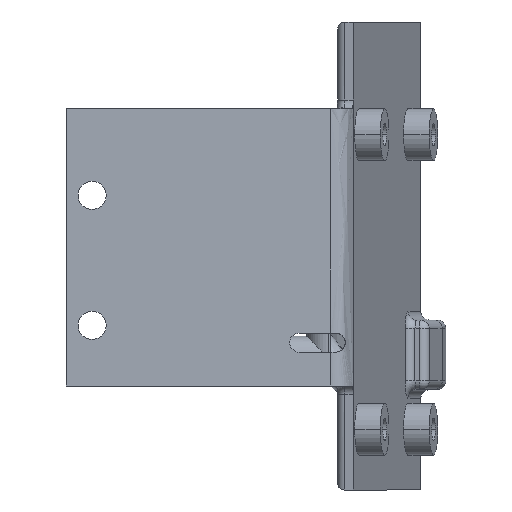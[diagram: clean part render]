
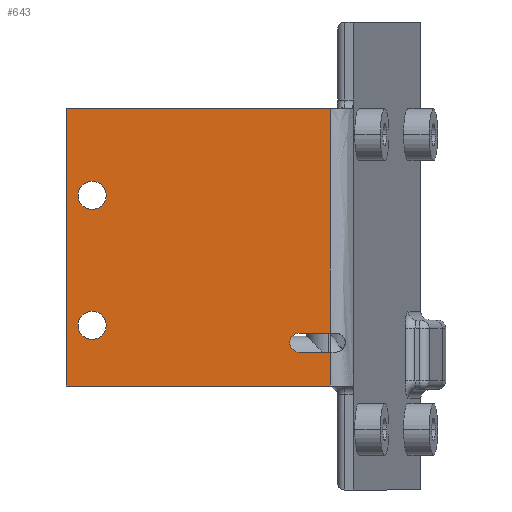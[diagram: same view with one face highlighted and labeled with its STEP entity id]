
A CAD part, front view. The second image highlights one B-rep face of the part: STEP entity #643.
In plain terms, the highlighted planar face has unit normal (0, -1, 0).
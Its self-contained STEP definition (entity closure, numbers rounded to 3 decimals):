
#80 = CARTESIAN_POINT ( 'NONE',  ( 0.6, -42., -28.1 ) ) ;
#130 = VERTEX_POINT ( 'NONE', #1944 ) ;
#142 = CARTESIAN_POINT ( 'NONE',  ( 0., -42., -28.1 ) ) ;
#200 = VERTEX_POINT ( 'NONE', #819 ) ;
#221 = CARTESIAN_POINT ( 'NONE',  ( 0., -42., -32. ) ) ;
#227 = LINE ( 'NONE', #4683, #4091 ) ;
#229 = DIRECTION ( 'NONE',  ( 0., 1., 0. ) ) ;
#301 = CARTESIAN_POINT ( 'NONE',  ( -27.5, -42., -25. ) ) ;
#409 = LINE ( 'NONE', #6386, #4561 ) ;
#496 = CARTESIAN_POINT ( 'NONE',  ( -30.5, -42., -32. ) ) ;
#582 = CARTESIAN_POINT ( 'NONE',  ( -27.5, -42., -26.625 ) ) ;
#586 = AXIS2_PLACEMENT_3D ( 'NONE', #7131, #2157, #4367 ) ;
#602 = DIRECTION ( 'NONE',  ( 0., 1., 0. ) ) ;
#619 = DIRECTION ( 'NONE',  ( 1., 0., 0. ) ) ;
#643 = ADVANCED_FACE ( 'NONE', ( #4872, #5992, #4067 ), #662, .T. ) ;
#662 = PLANE ( 'NONE',  #1541 ) ;
#723 = VERTEX_POINT ( 'NONE', #6247 ) ;
#744 = VECTOR ( 'NONE', #6533, 1000. ) ;
#819 = CARTESIAN_POINT ( 'NONE',  ( 0., -42., -32. ) ) ;
#838 = VECTOR ( 'NONE', #4642, 1000. ) ;
#846 = EDGE_LOOP ( 'NONE', ( #1028, #6760 ) ) ;
#1028 = ORIENTED_EDGE ( 'NONE', *, *, #2915, .T. ) ;
#1074 = ORIENTED_EDGE ( 'NONE', *, *, #5990, .F. ) ;
#1126 = VERTEX_POINT ( 'NONE', #3782 ) ;
#1155 = LINE ( 'NONE', #80, #6876 ) ;
#1237 = DIRECTION ( 'NONE',  ( 0., 0., 1. ) ) ;
#1401 = VECTOR ( 'NONE', #5968, 1000. ) ;
#1420 = DIRECTION ( 'NONE',  ( 1., 0., 0. ) ) ;
#1484 = EDGE_CURVE ( 'NONE', #1126, #5583, #5322, .T. ) ;
#1541 = AXIS2_PLACEMENT_3D ( 'NONE', #2903, #5122, #6818 ) ;
#1556 = CARTESIAN_POINT ( 'NONE',  ( -27.5, -42., -25. ) ) ;
#1587 = LINE ( 'NONE', #3797, #1401 ) ;
#1779 = CIRCLE ( 'NONE', #6182, 1.1 ) ;
#1790 = CARTESIAN_POINT ( 'NONE',  ( 0., -42., 0. ) ) ;
#1944 = CARTESIAN_POINT ( 'NONE',  ( -27.5, -42., -8.375 ) ) ;
#1945 = VERTEX_POINT ( 'NONE', #6991 ) ;
#2005 = ORIENTED_EDGE ( 'NONE', *, *, #6487, .F. ) ;
#2102 = AXIS2_PLACEMENT_3D ( 'NONE', #301, #229, #6898 ) ;
#2157 = DIRECTION ( 'NONE',  ( 0., 1., 0. ) ) ;
#2198 = ORIENTED_EDGE ( 'NONE', *, *, #5661, .T. ) ;
#2246 = DIRECTION ( 'NONE',  ( 0., 0., 1. ) ) ;
#2272 = ORIENTED_EDGE ( 'NONE', *, *, #2418, .T. ) ;
#2294 = CARTESIAN_POINT ( 'NONE',  ( 0., -42., -32. ) ) ;
#2300 = CARTESIAN_POINT ( 'NONE',  ( -3.6, -42., -28.1 ) ) ;
#2418 = EDGE_CURVE ( 'NONE', #4809, #6071, #1155, .T. ) ;
#2435 = CIRCLE ( 'NONE', #586, 1.625 ) ;
#2487 = ORIENTED_EDGE ( 'NONE', *, *, #6801, .F. ) ;
#2783 = LINE ( 'NONE', #2825, #744 ) ;
#2825 = CARTESIAN_POINT ( 'NONE',  ( -30.5, -42., -32. ) ) ;
#2903 = CARTESIAN_POINT ( 'NONE',  ( -30.5, -42., -32. ) ) ;
#2915 = EDGE_CURVE ( 'NONE', #130, #723, #4565, .T. ) ;
#3007 = VECTOR ( 'NONE', #1237, 1000. ) ;
#3302 = CARTESIAN_POINT ( 'NONE',  ( -27.5, -42., -10. ) ) ;
#3338 = DIRECTION ( 'NONE',  ( 0., 1., 0. ) ) ;
#3339 = CARTESIAN_POINT ( 'NONE',  ( -3.6, -42., -27. ) ) ;
#3376 = CIRCLE ( 'NONE', #6615, 1.625 ) ;
#3782 = CARTESIAN_POINT ( 'NONE',  ( 0., -42., -25.9 ) ) ;
#3797 = CARTESIAN_POINT ( 'NONE',  ( -30.5, -42., -32. ) ) ;
#3991 = DIRECTION ( 'NONE',  ( -1., 0., 0. ) ) ;
#4067 = FACE_OUTER_BOUND ( 'NONE', #6444, .T. ) ;
#4091 = VECTOR ( 'NONE', #5742, 1000. ) ;
#4367 = DIRECTION ( 'NONE',  ( 0., 0., 1. ) ) ;
#4385 = EDGE_CURVE ( 'NONE', #723, #130, #2435, .T. ) ;
#4390 = DIRECTION ( 'NONE',  ( 0., -1., 0. ) ) ;
#4421 = EDGE_CURVE ( 'NONE', #200, #4809, #5125, .T. ) ;
#4559 = ORIENTED_EDGE ( 'NONE', *, *, #4421, .T. ) ;
#4561 = VECTOR ( 'NONE', #1420, 1000. ) ;
#4565 = CIRCLE ( 'NONE', #6076, 1.625 ) ;
#4634 = EDGE_CURVE ( 'NONE', #6783, #1945, #5222, .T. ) ;
#4642 = DIRECTION ( 'NONE',  ( 0., 0., 1. ) ) ;
#4683 = CARTESIAN_POINT ( 'NONE',  ( 0.6, -42., -25.9 ) ) ;
#4809 = VERTEX_POINT ( 'NONE', #142 ) ;
#4872 = FACE_BOUND ( 'NONE', #5525, .T. ) ;
#4956 = CARTESIAN_POINT ( 'NONE',  ( -30.5, -42., 0. ) ) ;
#4958 = CARTESIAN_POINT ( 'NONE',  ( -3.6, -42., -25.9 ) ) ;
#5071 = ORIENTED_EDGE ( 'NONE', *, *, #6806, .T. ) ;
#5122 = DIRECTION ( 'NONE',  ( 0., -1., 0. ) ) ;
#5125 = LINE ( 'NONE', #2294, #3007 ) ;
#5155 = ORIENTED_EDGE ( 'NONE', *, *, #1484, .T. ) ;
#5163 = VERTEX_POINT ( 'NONE', #4958 ) ;
#5222 = CIRCLE ( 'NONE', #2102, 1.625 ) ;
#5322 = LINE ( 'NONE', #221, #838 ) ;
#5364 = ORIENTED_EDGE ( 'NONE', *, *, #6669, .F. ) ;
#5505 = DIRECTION ( 'NONE',  ( 0., 0., 1. ) ) ;
#5508 = ORIENTED_EDGE ( 'NONE', *, *, #4634, .T. ) ;
#5525 = EDGE_LOOP ( 'NONE', ( #2198, #5508 ) ) ;
#5583 = VERTEX_POINT ( 'NONE', #1790 ) ;
#5625 = VERTEX_POINT ( 'NONE', #4956 ) ;
#5661 = EDGE_CURVE ( 'NONE', #1945, #6783, #3376, .T. ) ;
#5742 = DIRECTION ( 'NONE',  ( -1., 0., 0. ) ) ;
#5905 = VERTEX_POINT ( 'NONE', #496 ) ;
#5968 = DIRECTION ( 'NONE',  ( 0., 0., 1. ) ) ;
#5990 = EDGE_CURVE ( 'NONE', #5905, #5625, #1587, .T. ) ;
#5992 = FACE_BOUND ( 'NONE', #846, .T. ) ;
#6071 = VERTEX_POINT ( 'NONE', #2300 ) ;
#6076 = AXIS2_PLACEMENT_3D ( 'NONE', #3302, #3338, #2246 ) ;
#6182 = AXIS2_PLACEMENT_3D ( 'NONE', #3339, #4390, #619 ) ;
#6247 = CARTESIAN_POINT ( 'NONE',  ( -27.5, -42., -11.625 ) ) ;
#6386 = CARTESIAN_POINT ( 'NONE',  ( -30.5, -42., 0. ) ) ;
#6444 = EDGE_LOOP ( 'NONE', ( #4559, #2272, #2487, #2005, #5155, #5364, #1074, #5071 ) ) ;
#6487 = EDGE_CURVE ( 'NONE', #1126, #5163, #227, .T. ) ;
#6533 = DIRECTION ( 'NONE',  ( 1., 0., 0. ) ) ;
#6615 = AXIS2_PLACEMENT_3D ( 'NONE', #1556, #602, #5505 ) ;
#6669 = EDGE_CURVE ( 'NONE', #5625, #5583, #409, .T. ) ;
#6760 = ORIENTED_EDGE ( 'NONE', *, *, #4385, .T. ) ;
#6783 = VERTEX_POINT ( 'NONE', #582 ) ;
#6801 = EDGE_CURVE ( 'NONE', #5163, #6071, #1779, .T. ) ;
#6806 = EDGE_CURVE ( 'NONE', #5905, #200, #2783, .T. ) ;
#6818 = DIRECTION ( 'NONE',  ( 1., 0., 0. ) ) ;
#6876 = VECTOR ( 'NONE', #3991, 1000. ) ;
#6898 = DIRECTION ( 'NONE',  ( 0., 0., 1. ) ) ;
#6991 = CARTESIAN_POINT ( 'NONE',  ( -27.5, -42., -23.375 ) ) ;
#7131 = CARTESIAN_POINT ( 'NONE',  ( -27.5, -42., -10. ) ) ;
